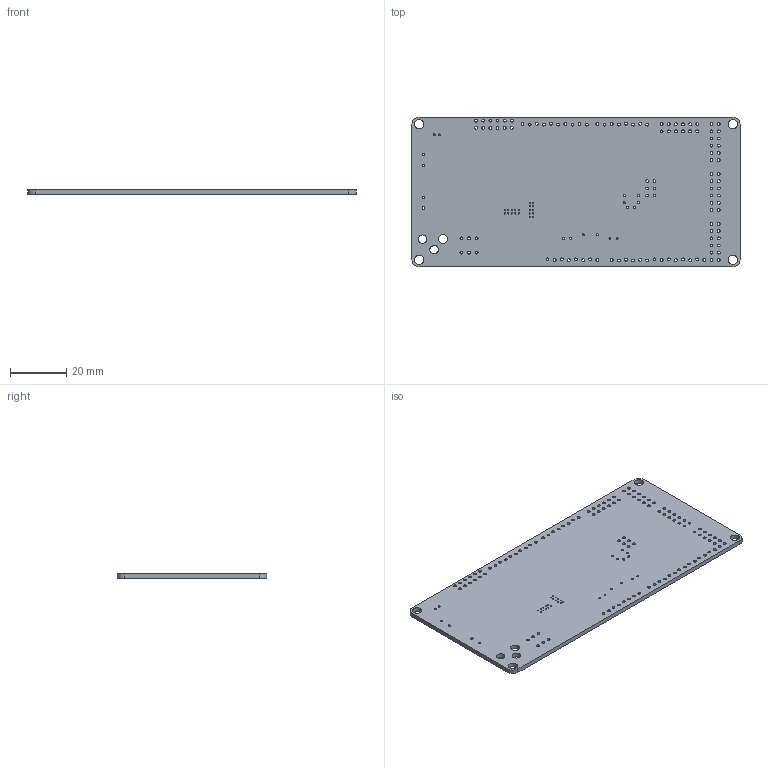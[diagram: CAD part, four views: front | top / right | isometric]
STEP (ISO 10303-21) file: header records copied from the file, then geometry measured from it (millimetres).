
FILE_DESCRIPTION(('KiCad electronic assembly'),'2;1');
FILE_NAME('kicadBoard.step','2022-11-07T02:46:29',('Pcbnew'),('Kicad'), 'Open CASCADE STEP processor 7.6','KiCad to STEP converter','Unknown' );
FILE_SCHEMA(('AUTOMOTIVE_DESIGN { 1 0 10303 214 1 1 1 1 }'));
Length unit declared in the file: millimetre
Products named in the file (2): kicadBoard 1; _autosave-kicadBoard PCB
Assembly tree (1 placements, depth 2):
  kicadBoard 1
    _autosave-kicadBoard PCB
Bounding box: 116.84 x 53.34 x 1.6 mm (x, y, z)
Volume: 9709.8 mm3; surface area: 13470.4 mm2
Topology: 1 solids, 1 shells, 167 faces, 495 edges, 330 vertices
Faces by surface type: cylinder 161, plane 6
Full cylindrical faces by diameter (mm): 0.432 x20, 0.7 x12, 0.813 x2, 0.85 x4, 1.016 x112, 2.997 x2, 3.2 x1, 3.302 x4
Entity records: 13867 total; most frequent: CARTESIAN_POINT 3916, DIRECTION 1823, ORIENTED_EDGE 990, PCURVE 990, DEFINITIONAL_REPRESENTATION 990, LINE 841, VECTOR 841, EDGE_CURVE 495
